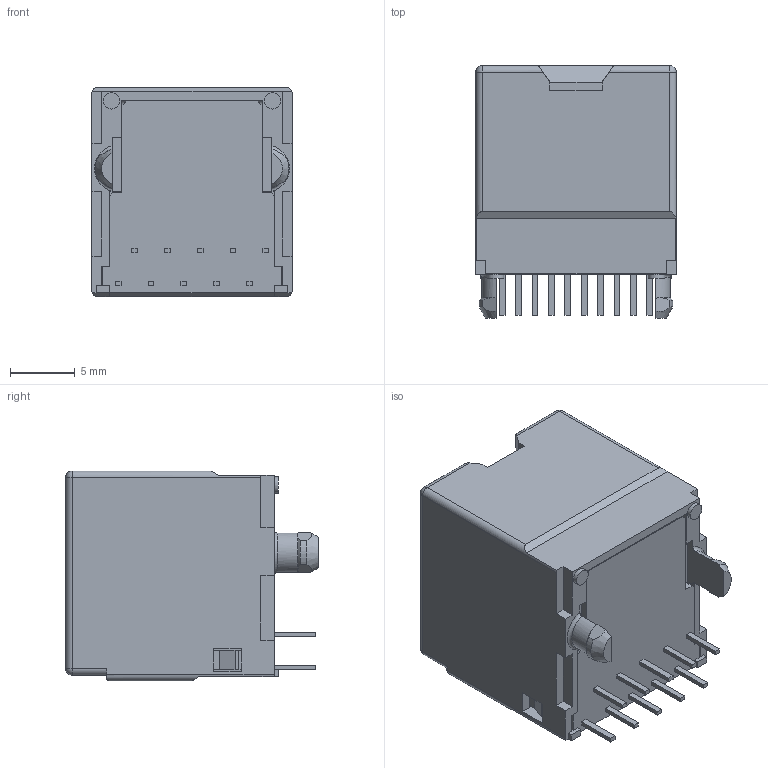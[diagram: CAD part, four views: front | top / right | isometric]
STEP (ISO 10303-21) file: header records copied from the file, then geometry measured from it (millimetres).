
FILE_DESCRIPTION(/* description */ ('STEP AP214'),/* implementation_level */ '2;1');
FILE_NAME(/* name */ 'SS-651010-A-NF',/* time_stamp */ '2024-06-12T22:58:33+02:00',/* author */ ('License CC BY-ND 4.0'),/* organization */ ('CADENAS'),/* preprocessor_version */ 'ST-DEVELOPER v19.3',/* originating_system */ 'PARTsolutions',/* authorisation */ ' ');
FILE_SCHEMA (('AUTOMOTIVE_DESIGN {1 0 10303 214 3 1 1}'));
Length unit declared in the file: inch
Products named in the file (5): SS-651010-A-NF; SS-651010-A-NF_PART1; SS-651010-A-NF_PART2; SS-651010-A-NF_PART3; SS-651010-A-NF_PART4
Assembly tree (4 placements, depth 2):
  SS-651010-A-NF
    SS-651010-A-NF_PART1
    SS-651010-A-NF_PART2
    SS-651010-A-NF_PART3
    SS-651010-A-NF_PART4
Bounding box: 15.49 x 19.56 x 16.23 mm (x, y, z)
Volume: 2624.3 mm3; surface area: 3110.3 mm2
Topology: 4 solids, 4 shells, 969 faces, 2691 edges, 1748 vertices
Faces by surface type: plane 782, cylinder 124, torus 31, bspline 16, cone 8, sphere 8
Full cylindrical faces by diameter (mm): 1.27 x2
Entity records: 31522 total; most frequent: CARTESIAN_POINT 6693, ORIENTED_EDGE 5374, DIRECTION 4768, EDGE_CURVE 2687, LINE 2272, VECTOR 2272, VERTEX_POINT 1746, AXIS2_PLACEMENT_3D 1248
